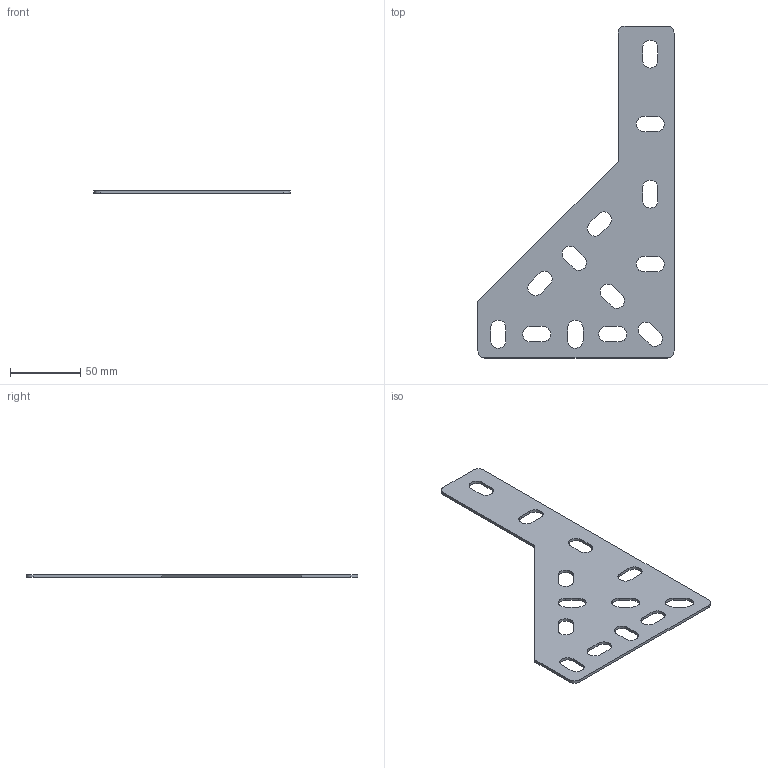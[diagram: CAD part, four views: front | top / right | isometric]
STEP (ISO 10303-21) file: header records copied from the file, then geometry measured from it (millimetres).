
FILE_DESCRIPTION((''),'2;1');
FILE_NAME('BTMD','2018-10-26T12:41:13',('tomasz.grudniewski'),(''),'CREO PARAMETRIC BY PTC INC, 2018260','CREO PARAMETRIC BY PTC INC, 2018260','');
FILE_SCHEMA(('CONFIG_CONTROL_DESIGN'));
Length unit declared in the file: millimetre
Products named in the file (1): BTMD
Bounding box: 140 x 237 x 2 mm (x, y, z)
Volume: 31872.2 mm3; surface area: 34612.4 mm2
Topology: 1 solids, 1 shells, 64 faces, 186 edges, 124 vertices
Faces by surface type: plane 34, cylinder 30
Entity records: 2220 total; most frequent: DIRECTION 374, CARTESIAN_POINT 374, ORIENTED_EDGE 372, EDGE_CURVE 186, VECTOR 126, LINE 126, AXIS2_PLACEMENT_3D 124, VERTEX_POINT 124
